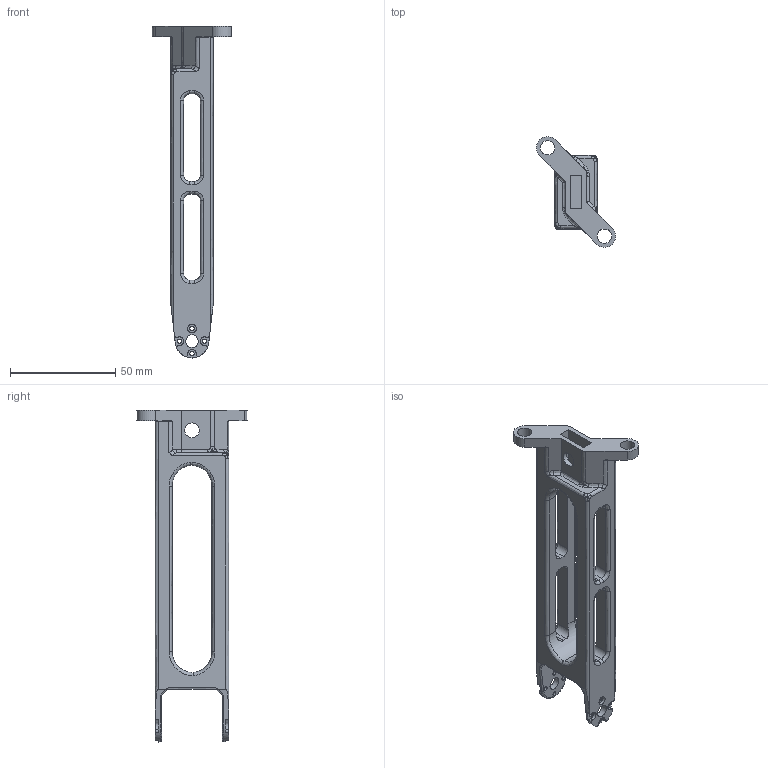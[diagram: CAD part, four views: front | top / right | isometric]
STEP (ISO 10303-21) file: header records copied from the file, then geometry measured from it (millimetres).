
FILE_DESCRIPTION(/* description */ ('','CAx-IF Rec.Pracs.---Representation and Presentation of Product Manufacturing Information (PMI)---4.0---2014-10-13'),/* implementation_level */ '2;1');
FILE_NAME(/* name */ 'ARM_7.step',/* time_stamp */ '2025-02-11T17:48:48+08:00',/* author */ (''),/* organization */ (''),/* preprocessor_version */ 'ST-DEVELOPER v20',/* originating_system */ 'Autodesk Translation Framework v13.20.0.188',/* authorisation */ '');
FILE_SCHEMA (('AP242_MANAGED_MODEL_BASED_3D_ENGINEERING_MIM_LF { 1 0 10303 442 1 1 4 }'));
Length unit declared in the file: millimetre
Products named in the file (1): 件6(镜像)
Bounding box: 37.64 x 52.64 x 158 mm (x, y, z)
Volume: 41090.2 mm3; surface area: 19623.4 mm2
Topology: 1 solids, 1 shells, 241 faces, 646 edges, 406 vertices
Faces by surface type: bspline 122, plane 61, cylinder 58
Full cylindrical faces by diameter (mm): 2.05 x8, 4.1 x2, 6 x2, 6.807 x2, 7 x2
Entity records: 15469 total; most frequent: CARTESIAN_POINT 10395, ORIENTED_EDGE 1292, EDGE_CURVE 646, DIRECTION 612, VERTEX_POINT 406, B_SPLINE_CURVE_WITH_KNOTS 376, EDGE_LOOP 278, FACE_OUTER_BOUND 241
